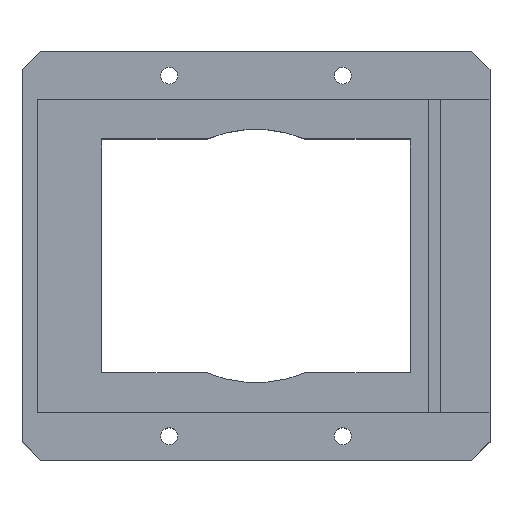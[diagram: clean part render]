
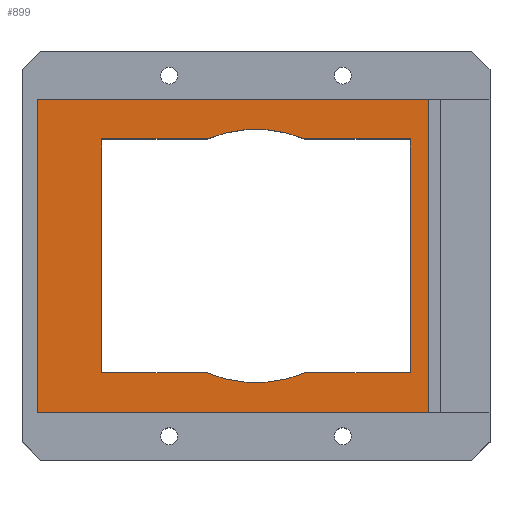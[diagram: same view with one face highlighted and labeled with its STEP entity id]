
A CAD part, top view. The second image highlights one B-rep face of the part: STEP entity #899.
In plain terms, the highlighted planar face has unit normal (0, 0, 1).
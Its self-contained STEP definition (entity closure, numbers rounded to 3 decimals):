
#504 = EDGE_CURVE('',#505,#507,#509,.T.);
#505 = VERTEX_POINT('',#506);
#506 = CARTESIAN_POINT('',(-39.,29.55,13.7));
#507 = VERTEX_POINT('',#508);
#508 = CARTESIAN_POINT('',(-39.,-29.55,13.7));
#509 = LINE('',#510,#511);
#510 = CARTESIAN_POINT('',(-39.,29.55,13.7));
#511 = VECTOR('',#512,1.);
#512 = DIRECTION('',(0.,-1.,0.));
#535 = EDGE_CURVE('',#507,#536,#538,.T.);
#536 = VERTEX_POINT('',#537);
#537 = CARTESIAN_POINT('',(-12.28,-29.55,13.7));
#538 = LINE('',#539,#540);
#539 = CARTESIAN_POINT('',(-39.,-29.55,13.7));
#540 = VECTOR('',#541,1.);
#541 = DIRECTION('',(1.,0.,0.));
#562 = VERTEX_POINT('',#563);
#563 = CARTESIAN_POINT('',(12.28,-29.55,13.7));
#569 = EDGE_CURVE('',#536,#562,#570,.T.);
#570 = CIRCLE('',#571,32.);
#571 = AXIS2_PLACEMENT_3D('',#572,#573,#574);
#572 = CARTESIAN_POINT('',(0.,0.,13.7));
#573 = DIRECTION('',(0.,0.,1.));
#574 = DIRECTION('',(1.,0.,0.));
#584 = EDGE_CURVE('',#562,#585,#587,.T.);
#585 = VERTEX_POINT('',#586);
#586 = CARTESIAN_POINT('',(39.,-29.55,13.7));
#587 = LINE('',#588,#589);
#588 = CARTESIAN_POINT('',(-39.,-29.55,13.7));
#589 = VECTOR('',#590,1.);
#590 = DIRECTION('',(1.,0.,0.));
#608 = EDGE_CURVE('',#585,#609,#611,.T.);
#609 = VERTEX_POINT('',#610);
#610 = CARTESIAN_POINT('',(39.,29.55,13.7));
#611 = LINE('',#612,#613);
#612 = CARTESIAN_POINT('',(39.,-29.55,13.7));
#613 = VECTOR('',#614,1.);
#614 = DIRECTION('',(0.,1.,0.));
#632 = EDGE_CURVE('',#609,#633,#635,.T.);
#633 = VERTEX_POINT('',#634);
#634 = CARTESIAN_POINT('',(12.28,29.55,13.7));
#635 = LINE('',#636,#637);
#636 = CARTESIAN_POINT('',(39.,29.55,13.7));
#637 = VECTOR('',#638,1.);
#638 = DIRECTION('',(-1.,0.,0.));
#659 = VERTEX_POINT('',#660);
#660 = CARTESIAN_POINT('',(-12.28,29.55,13.7));
#666 = EDGE_CURVE('',#633,#659,#667,.T.);
#667 = CIRCLE('',#668,32.);
#668 = AXIS2_PLACEMENT_3D('',#669,#670,#671);
#669 = CARTESIAN_POINT('',(0.,0.,13.7));
#670 = DIRECTION('',(0.,0.,1.));
#671 = DIRECTION('',(1.,0.,0.));
#681 = EDGE_CURVE('',#659,#505,#682,.T.);
#682 = LINE('',#683,#684);
#683 = CARTESIAN_POINT('',(39.,29.55,13.7));
#684 = VECTOR('',#685,1.);
#685 = DIRECTION('',(-1.,0.,0.));
#801 = VERTEX_POINT('',#802);
#802 = CARTESIAN_POINT('',(43.5,-39.55,13.7));
#808 = EDGE_CURVE('',#809,#801,#811,.T.);
#809 = VERTEX_POINT('',#810);
#810 = CARTESIAN_POINT('',(-55.1,-39.55,13.7));
#811 = LINE('',#812,#813);
#812 = CARTESIAN_POINT('',(-55.1,-39.55,13.7));
#813 = VECTOR('',#814,1.);
#814 = DIRECTION('',(1.,0.,0.));
#832 = VERTEX_POINT('',#833);
#833 = CARTESIAN_POINT('',(-55.1,39.55,13.7));
#839 = EDGE_CURVE('',#840,#832,#842,.T.);
#840 = VERTEX_POINT('',#841);
#841 = CARTESIAN_POINT('',(43.5,39.55,13.7));
#842 = LINE('',#843,#844);
#843 = CARTESIAN_POINT('',(59.1,39.55,13.7));
#844 = VECTOR('',#845,1.);
#845 = DIRECTION('',(-1.,0.,0.));
#899 = ADVANCED_FACE('',(#900,#916),#926,.T.);
#900 = FACE_BOUND('',#901,.T.);
#901 = EDGE_LOOP('',(#902,#903,#909,#910));
#902 = ORIENTED_EDGE('',*,*,#839,.T.);
#903 = ORIENTED_EDGE('',*,*,#904,.T.);
#904 = EDGE_CURVE('',#832,#809,#905,.T.);
#905 = LINE('',#906,#907);
#906 = CARTESIAN_POINT('',(-55.1,39.55,13.7));
#907 = VECTOR('',#908,1.);
#908 = DIRECTION('',(0.,-1.,0.));
#909 = ORIENTED_EDGE('',*,*,#808,.T.);
#910 = ORIENTED_EDGE('',*,*,#911,.T.);
#911 = EDGE_CURVE('',#801,#840,#912,.T.);
#912 = LINE('',#913,#914);
#913 = CARTESIAN_POINT('',(43.5,19.775,13.7));
#914 = VECTOR('',#915,1.);
#915 = DIRECTION('',(0.,1.,0.));
#916 = FACE_BOUND('',#917,.T.);
#917 = EDGE_LOOP('',(#918,#919,#920,#921,#922,#923,#924,#925));
#918 = ORIENTED_EDGE('',*,*,#504,.F.);
#919 = ORIENTED_EDGE('',*,*,#681,.F.);
#920 = ORIENTED_EDGE('',*,*,#666,.F.);
#921 = ORIENTED_EDGE('',*,*,#632,.F.);
#922 = ORIENTED_EDGE('',*,*,#608,.F.);
#923 = ORIENTED_EDGE('',*,*,#584,.F.);
#924 = ORIENTED_EDGE('',*,*,#569,.F.);
#925 = ORIENTED_EDGE('',*,*,#535,.F.);
#926 = PLANE('',#927);
#927 = AXIS2_PLACEMENT_3D('',#928,#929,#930);
#928 = CARTESIAN_POINT('',(2.,0.,13.7));
#929 = DIRECTION('',(0.,0.,1.));
#930 = DIRECTION('',(1.,0.,0.));
